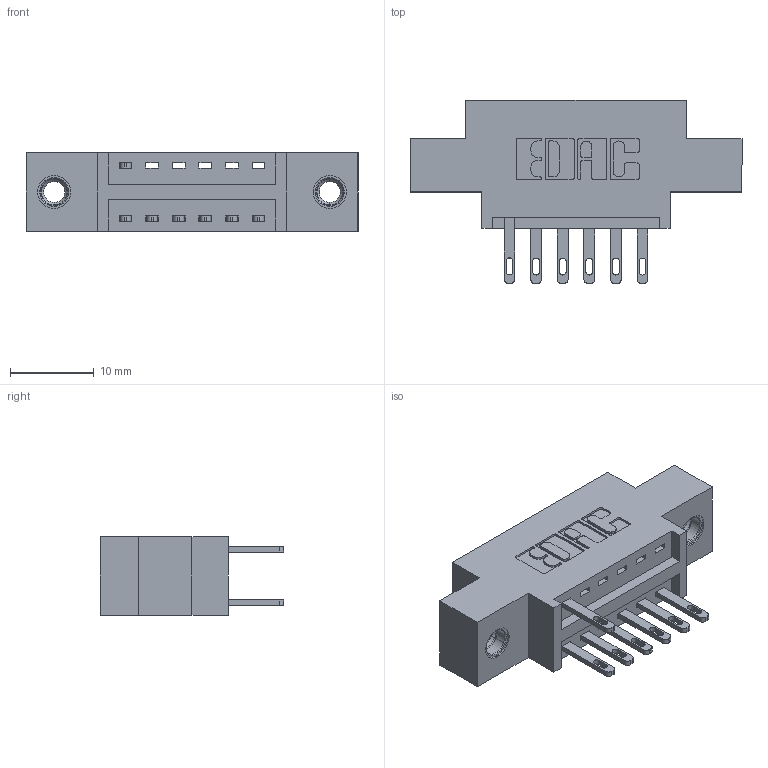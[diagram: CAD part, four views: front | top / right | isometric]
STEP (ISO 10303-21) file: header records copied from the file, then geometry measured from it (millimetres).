
FILE_DESCRIPTION (( 'STEP AP203' ), '1' );
FILE_NAME ('346-012-500-807.STEP', '2018-08-19T21:41:29', ( '' ), ( '' ), 'SwSTEP 2.0', 'SolidWorks 2016', '' );
FILE_SCHEMA (( 'CONFIG_CONTROL_DESIGN' ));
Length unit declared in the file: inch
Products named in the file (4): 346 Part_0.170 Offset - 0.156 Dia-TI; 345-292-001_345-293-100; 345-250-001_345-250-005-103; 346-012-500-807
Assembly tree (10 placements, depth 2):
  346-012-500-807
    346 Part_0.170 Offset - 0.156 Dia-TI
    345-292-001_345-293-100  x7
    345-250-001_345-250-005-103  x2
Bounding box: 39.62 x 21.84 x 9.4 mm (x, y, z)
Volume: 3392.5 mm3; surface area: 4124.5 mm2
Topology: 10 solids, 10 shells, 552 faces, 1611 edges, 1066 vertices
Faces by surface type: plane 340, cylinder 196, cone 12, torus 4
Entity records: 9850 total; most frequent: CARTESIAN_POINT 1678, ORIENTED_EDGE 1610, DIRECTION 1553, EDGE_CURVE 805, LINE 625, VECTOR 625, VERTEX_POINT 532, AXIS2_PLACEMENT_3D 464
